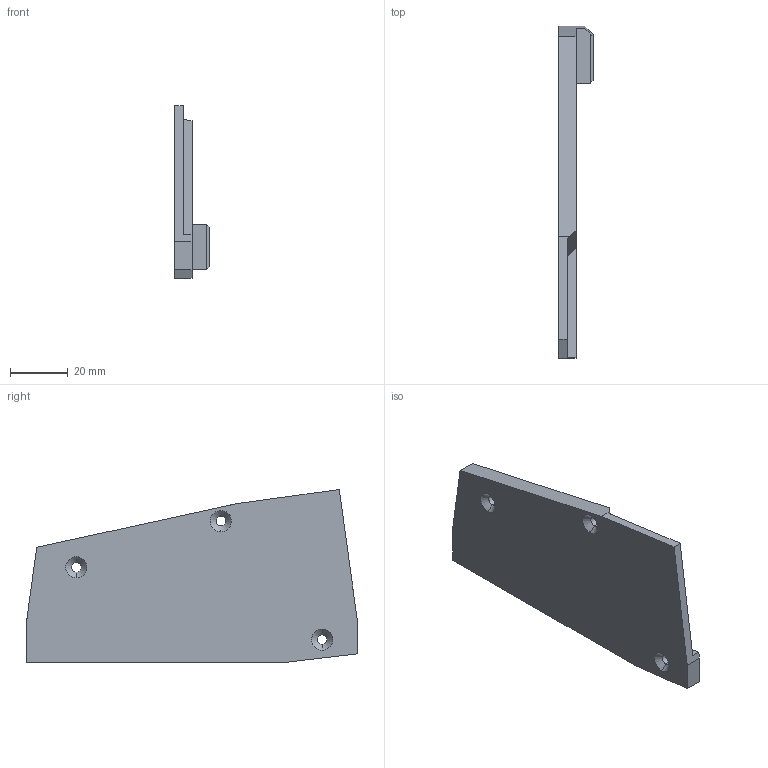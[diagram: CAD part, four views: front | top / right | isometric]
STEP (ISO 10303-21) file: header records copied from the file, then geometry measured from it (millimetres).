
FILE_DESCRIPTION (( 'STEP AP214' ), '1' );
FILE_NAME ('base_housing.STEP', '2025-03-31T14:03:39', ( '' ), ( '' ), 'SwSTEP 2.0', 'SolidWorks 2025', '' );
FILE_SCHEMA (( 'AUTOMOTIVE_DESIGN' ));
Length unit declared in the file: millimetre
Products named in the file (1): base_housing_bot
Bounding box: 12 x 114.8 x 59.82 mm (x, y, z)
Volume: 30229.8 mm3; surface area: 13518.3 mm2
Topology: 1 solids, 1 shells, 34 faces, 87 edges, 55 vertices
Faces by surface type: plane 22, cone 6, cylinder 6
Entity records: 1052 total; most frequent: CARTESIAN_POINT 177, DIRECTION 175, ORIENTED_EDGE 174, EDGE_CURVE 87, VECTOR 69, LINE 69, VERTEX_POINT 55, AXIS2_PLACEMENT_3D 53
